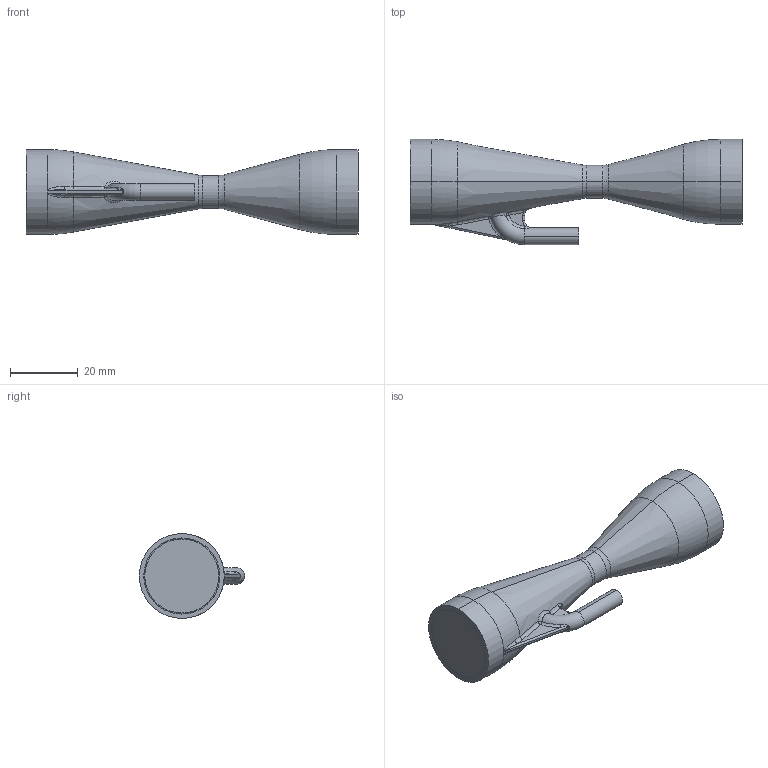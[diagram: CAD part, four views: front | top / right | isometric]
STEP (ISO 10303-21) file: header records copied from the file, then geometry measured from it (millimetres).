
FILE_DESCRIPTION (( 'STEP AP203' ), '1' );
FILE_NAME ('Venturi Nozzle revision1 CFD.STEP', '2020-03-18T16:34:15', ( '' ), ( '' ), 'SwSTEP 2.0', 'SolidWorks 2018', '' );
FILE_SCHEMA (( 'CONFIG_CONTROL_DESIGN' ));
Length unit declared in the file: millimetre
Products named in the file (1): Venturi Nozzle revision1 CFD
Bounding box: 97.77 x 31 x 25 mm (x, y, z)
Volume: 9927.7 mm3; surface area: 14108.9 mm2
Topology: 4 solids, 4 shells, 230 faces, 543 edges, 297 vertices
Faces by surface type: bspline 90, cylinder 50, torus 44, plane 28, cone 12, sphere 6
Entity records: 9802 total; most frequent: CARTESIAN_POINT 5241, ORIENTED_EDGE 1042, DIRECTION 827, EDGE_CURVE 521, AXIS2_PLACEMENT_3D 368, VERTEX_POINT 294, EDGE_LOOP 233, ADVANCED_FACE 230
